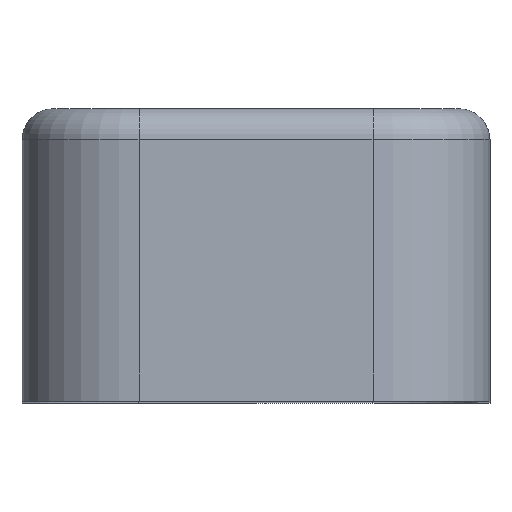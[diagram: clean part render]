
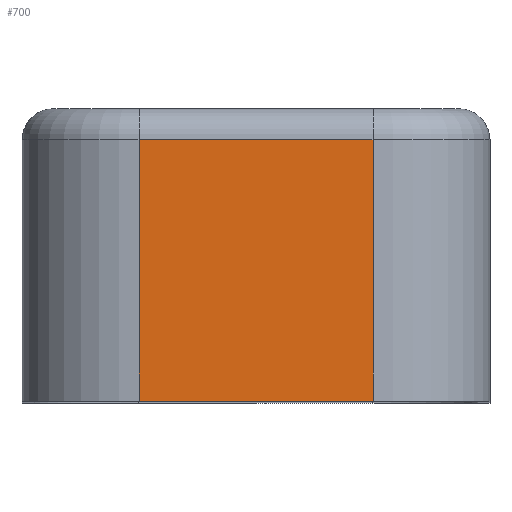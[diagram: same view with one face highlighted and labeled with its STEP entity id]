
A CAD part, top view. The second image highlights one B-rep face of the part: STEP entity #700.
In plain terms, the highlighted planar face has unit normal (0, 0, 1).
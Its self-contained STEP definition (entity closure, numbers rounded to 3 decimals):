
#65 = EDGE_CURVE ( 'NONE', #2185, #1211, #2122, .T. ) ;
#106 = VERTEX_POINT ( 'NONE', #176 ) ;
#176 = CARTESIAN_POINT ( 'NONE',  ( 3., -0.8, 17.5 ) ) ;
#213 = VECTOR ( 'NONE', #719, 1000. ) ;
#230 = CARTESIAN_POINT ( 'NONE',  ( -3., 0., 17.5 ) ) ;
#256 = AXIS2_PLACEMENT_3D ( 'NONE', #1423, #1778, #1977 ) ;
#259 = ORIENTED_EDGE ( 'NONE', *, *, #2010, .T. ) ;
#485 = CARTESIAN_POINT ( 'NONE',  ( -3., -7.5, 17.5 ) ) ;
#520 = EDGE_CURVE ( 'NONE', #1127, #106, #1573, .T. ) ;
#639 = LINE ( 'NONE', #2064, #850 ) ;
#656 = CARTESIAN_POINT ( 'NONE',  ( 3., -7.5, 17.5 ) ) ;
#695 = CARTESIAN_POINT ( 'NONE',  ( -3., -7.5, 17.5 ) ) ;
#700 = ADVANCED_FACE ( 'NONE', ( #716 ), #1627, .T. ) ;
#716 = FACE_OUTER_BOUND ( 'NONE', #2028, .T. ) ;
#719 = DIRECTION ( 'NONE',  ( 1., 0., 0. ) ) ;
#777 = LINE ( 'NONE', #230, #2274 ) ;
#850 = VECTOR ( 'NONE', #2051, 1000. ) ;
#908 = ORIENTED_EDGE ( 'NONE', *, *, #65, .T. ) ;
#1095 = VECTOR ( 'NONE', #1722, 1000. ) ;
#1127 = VERTEX_POINT ( 'NONE', #1847 ) ;
#1211 = VERTEX_POINT ( 'NONE', #656 ) ;
#1316 = DIRECTION ( 'NONE',  ( 0., -1., 0. ) ) ;
#1386 = ORIENTED_EDGE ( 'NONE', *, *, #2184, .F. ) ;
#1423 = CARTESIAN_POINT ( 'NONE',  ( -3., 0., 17.5 ) ) ;
#1573 = LINE ( 'NONE', #2118, #1095 ) ;
#1627 = PLANE ( 'NONE',  #256 ) ;
#1722 = DIRECTION ( 'NONE',  ( 1., 0., 0. ) ) ;
#1778 = DIRECTION ( 'NONE',  ( 0., 0., 1. ) ) ;
#1847 = CARTESIAN_POINT ( 'NONE',  ( -3., -0.8, 17.5 ) ) ;
#1977 = DIRECTION ( 'NONE',  ( 1., 0., 0. ) ) ;
#2010 = EDGE_CURVE ( 'NONE', #1127, #2185, #777, .T. ) ;
#2028 = EDGE_LOOP ( 'NONE', ( #908, #1386, #2104, #259 ) ) ;
#2051 = DIRECTION ( 'NONE',  ( 0., -1., 0. ) ) ;
#2064 = CARTESIAN_POINT ( 'NONE',  ( 3., 0., 17.5 ) ) ;
#2104 = ORIENTED_EDGE ( 'NONE', *, *, #520, .F. ) ;
#2118 = CARTESIAN_POINT ( 'NONE',  ( -3., -0.8, 17.5 ) ) ;
#2122 = LINE ( 'NONE', #695, #213 ) ;
#2184 = EDGE_CURVE ( 'NONE', #106, #1211, #639, .T. ) ;
#2185 = VERTEX_POINT ( 'NONE', #485 ) ;
#2274 = VECTOR ( 'NONE', #1316, 1000. ) ;
